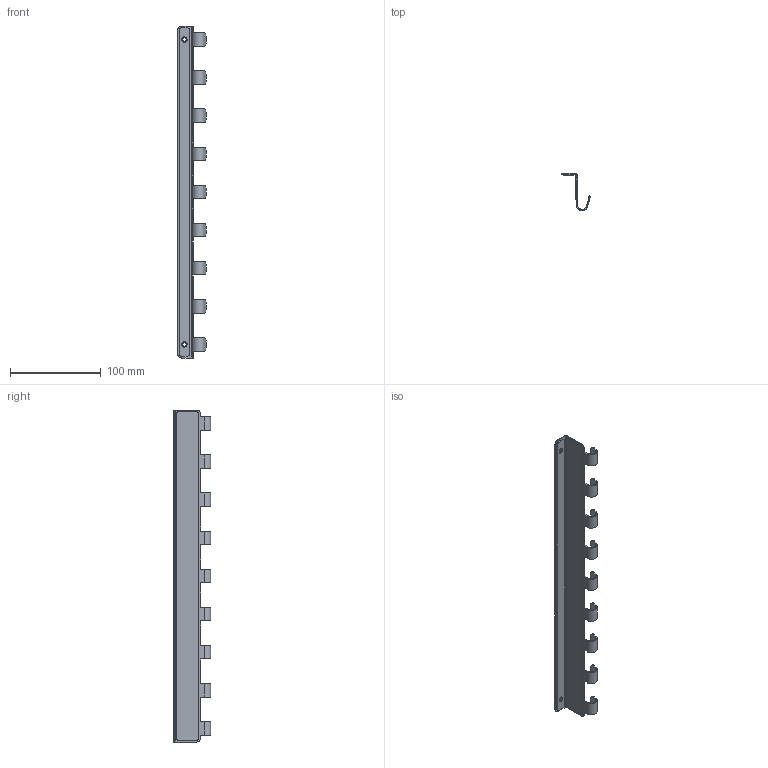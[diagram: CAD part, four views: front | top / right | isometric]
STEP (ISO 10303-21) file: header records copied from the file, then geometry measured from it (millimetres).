
FILE_DESCRIPTION(('Creo Elements/Direct Modeling STEP Export'),'2;1');
FILE_NAME('2303-366.stp','2022-05-04T10:10:40',(''),(''),'Creo Elements/Direct Modeling STEP processor for AP214 (Solid Model)','Creo Elements/Direct Modeling 20.0 12-Nov-2016 (C) Parametric Technology GmbH','');
FILE_SCHEMA(('AUTOMOTIVE_DESIGN { 1 0 10303 214 1 1 1 1 }'));
Length unit declared in the file: millimetre
Products named in the file (4): Klebeband.2; Klebeband.1.1; Haken; FE-9012
Assembly tree (3 placements, depth 2):
  FE-9012
    Haken
    Klebeband.1.1
    Klebeband.2
Bounding box: 31.47 x 40.99 x 366 mm (x, y, z)
Volume: 37774.5 mm3; surface area: 70494.3 mm2
Topology: 3 solids, 3 shells, 123 faces, 355 edges, 238 vertices
Faces by surface type: plane 65, cylinder 54, cone 4
Entity records: 4142 total; most frequent: ORIENTED_EDGE 710, CARTESIAN_POINT 708, DIRECTION 705, EDGE_CURVE 355, VERTEX_POINT 238, AXIS2_PLACEMENT_3D 235, VECTOR 235, LINE 235
